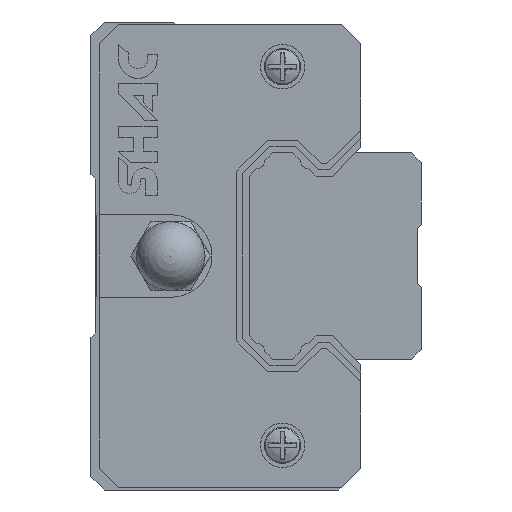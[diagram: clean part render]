
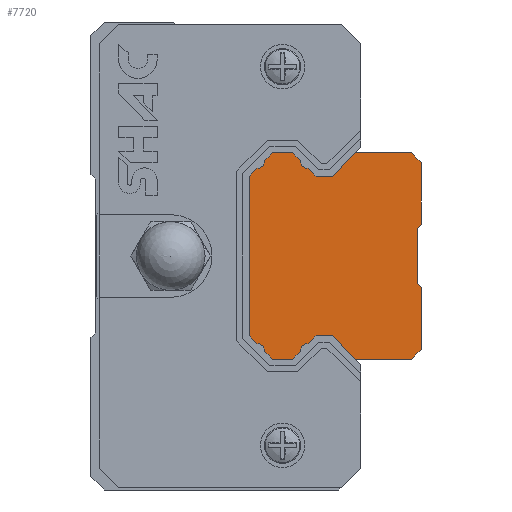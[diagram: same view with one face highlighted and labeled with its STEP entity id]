
A CAD part, left-side view. The second image highlights one B-rep face of the part: STEP entity #7720.
In plain terms, the highlighted planar face has unit normal (-1, 0, 0).
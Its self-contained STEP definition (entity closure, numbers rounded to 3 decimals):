
#161=CIRCLE('',#8213,0.558);
#168=CIRCLE('',#8234,0.558);
#170=CIRCLE('',#8240,0.558);
#178=CIRCLE('',#8252,0.558);
#322=LINE('',#11004,#1268);
#324=LINE('',#11010,#1270);
#326=LINE('',#11019,#1272);
#328=LINE('',#11023,#1274);
#332=LINE('',#11032,#1278);
#335=LINE('',#11038,#1281);
#339=LINE('',#11050,#1285);
#342=LINE('',#11056,#1288);
#345=LINE('',#11062,#1291);
#348=LINE('',#11068,#1294);
#351=LINE('',#11074,#1297);
#355=LINE('',#11082,#1301);
#357=LINE('',#11090,#1303);
#360=LINE('',#11096,#1306);
#363=LINE('',#11102,#1309);
#366=LINE('',#11108,#1312);
#369=LINE('',#11114,#1315);
#372=LINE('',#11120,#1318);
#376=LINE('',#11132,#1322);
#379=LINE('',#11138,#1325);
#382=LINE('',#11144,#1328);
#386=LINE('',#11156,#1332);
#389=LINE('',#11162,#1335);
#429=LINE('',#11254,#1375);
#1268=VECTOR('',#8824,1000.);
#1270=VECTOR('',#8830,1000.);
#1272=VECTOR('',#8834,1000.);
#1274=VECTOR('',#8838,1000.);
#1278=VECTOR('',#8844,1000.);
#1281=VECTOR('',#8849,1000.);
#1285=VECTOR('',#8861,1000.);
#1288=VECTOR('',#8866,1000.);
#1291=VECTOR('',#8871,1000.);
#1294=VECTOR('',#8876,1000.);
#1297=VECTOR('',#8881,1000.);
#1301=VECTOR('',#8889,1000.);
#1303=VECTOR('',#8903,1000.);
#1306=VECTOR('',#8908,1000.);
#1309=VECTOR('',#8913,1000.);
#1312=VECTOR('',#8918,1000.);
#1315=VECTOR('',#8923,1000.);
#1318=VECTOR('',#8928,1000.);
#1322=VECTOR('',#8940,1000.);
#1325=VECTOR('',#8945,1000.);
#1328=VECTOR('',#8950,1000.);
#1332=VECTOR('',#8962,1000.);
#1335=VECTOR('',#8967,1000.);
#1375=VECTOR('',#9021,1000.);
#2418=ORIENTED_EDGE('',*,*,#4469,.F.);
#2419=ORIENTED_EDGE('',*,*,#4590,.T.);
#2420=ORIENTED_EDGE('',*,*,#4587,.F.);
#2421=ORIENTED_EDGE('',*,*,#4541,.F.);
#2422=ORIENTED_EDGE('',*,*,#4538,.F.);
#2423=ORIENTED_EDGE('',*,*,#4535,.T.);
#2424=ORIENTED_EDGE('',*,*,#4532,.F.);
#2425=ORIENTED_EDGE('',*,*,#4529,.F.);
#2426=ORIENTED_EDGE('',*,*,#4526,.F.);
#2427=ORIENTED_EDGE('',*,*,#4523,.T.);
#2428=ORIENTED_EDGE('',*,*,#4520,.F.);
#2429=ORIENTED_EDGE('',*,*,#4517,.F.);
#2430=ORIENTED_EDGE('',*,*,#4514,.F.);
#2431=ORIENTED_EDGE('',*,*,#4511,.F.);
#2432=ORIENTED_EDGE('',*,*,#4508,.F.);
#2433=ORIENTED_EDGE('',*,*,#4505,.F.);
#2434=ORIENTED_EDGE('',*,*,#4467,.F.);
#2435=ORIENTED_EDGE('',*,*,#4464,.F.);
#2436=ORIENTED_EDGE('',*,*,#4461,.F.);
#2437=ORIENTED_EDGE('',*,*,#4499,.F.);
#2438=ORIENTED_EDGE('',*,*,#4494,.F.);
#2439=ORIENTED_EDGE('',*,*,#4491,.F.);
#2440=ORIENTED_EDGE('',*,*,#4488,.F.);
#2441=ORIENTED_EDGE('',*,*,#4485,.F.);
#2442=ORIENTED_EDGE('',*,*,#4482,.F.);
#2443=ORIENTED_EDGE('',*,*,#4479,.T.);
#2444=ORIENTED_EDGE('',*,*,#4476,.F.);
#2445=ORIENTED_EDGE('',*,*,#4473,.F.);
#4461=EDGE_CURVE('',#5578,#5579,#322,.T.);
#4464=EDGE_CURVE('',#5579,#5581,#324,.T.);
#4467=EDGE_CURVE('',#5581,#5583,#326,.T.);
#4469=EDGE_CURVE('',#5584,#5585,#328,.T.);
#4473=EDGE_CURVE('',#5585,#5588,#332,.T.);
#4476=EDGE_CURVE('',#5588,#5590,#335,.T.);
#4479=EDGE_CURVE('',#5592,#5590,#161,.T.);
#4482=EDGE_CURVE('',#5592,#5594,#339,.T.);
#4485=EDGE_CURVE('',#5594,#5596,#342,.T.);
#4488=EDGE_CURVE('',#5596,#5598,#345,.T.);
#4491=EDGE_CURVE('',#5598,#5600,#348,.T.);
#4494=EDGE_CURVE('',#5600,#5602,#351,.T.);
#4499=EDGE_CURVE('',#5602,#5578,#355,.T.);
#4505=EDGE_CURVE('',#5583,#5604,#357,.T.);
#4508=EDGE_CURVE('',#5604,#5606,#360,.T.);
#4511=EDGE_CURVE('',#5606,#5608,#363,.T.);
#4514=EDGE_CURVE('',#5608,#5610,#366,.T.);
#4517=EDGE_CURVE('',#5610,#5612,#369,.T.);
#4520=EDGE_CURVE('',#5612,#5614,#372,.T.);
#4523=EDGE_CURVE('',#5616,#5614,#168,.T.);
#4526=EDGE_CURVE('',#5616,#5618,#376,.T.);
#4529=EDGE_CURVE('',#5618,#5620,#379,.T.);
#4532=EDGE_CURVE('',#5620,#5622,#382,.T.);
#4535=EDGE_CURVE('',#5624,#5622,#170,.T.);
#4538=EDGE_CURVE('',#5624,#5626,#386,.T.);
#4541=EDGE_CURVE('',#5626,#5628,#389,.T.);
#4587=EDGE_CURVE('',#5628,#5673,#429,.T.);
#4590=EDGE_CURVE('',#5584,#5673,#178,.T.);
#5578=VERTEX_POINT('',#11003);
#5579=VERTEX_POINT('',#11005);
#5581=VERTEX_POINT('',#11011);
#5583=VERTEX_POINT('',#11020);
#5584=VERTEX_POINT('',#11024);
#5585=VERTEX_POINT('',#11025);
#5588=VERTEX_POINT('',#11033);
#5590=VERTEX_POINT('',#11039);
#5592=VERTEX_POINT('',#11045);
#5594=VERTEX_POINT('',#11051);
#5596=VERTEX_POINT('',#11057);
#5598=VERTEX_POINT('',#11063);
#5600=VERTEX_POINT('',#11069);
#5602=VERTEX_POINT('',#11075);
#5604=VERTEX_POINT('',#11091);
#5606=VERTEX_POINT('',#11097);
#5608=VERTEX_POINT('',#11103);
#5610=VERTEX_POINT('',#11109);
#5612=VERTEX_POINT('',#11115);
#5614=VERTEX_POINT('',#11121);
#5616=VERTEX_POINT('',#11127);
#5618=VERTEX_POINT('',#11133);
#5620=VERTEX_POINT('',#11139);
#5622=VERTEX_POINT('',#11145);
#5624=VERTEX_POINT('',#11151);
#5626=VERTEX_POINT('',#11157);
#5628=VERTEX_POINT('',#11163);
#5673=VERTEX_POINT('',#11255);
#6378=EDGE_LOOP('',(#2418,#2419,#2420,#2421,#2422,#2423,#2424,#2425,#2426,
#2427,#2428,#2429,#2430,#2431,#2432,#2433,#2434,#2435,#2436,#2437,#2438,
#2439,#2440,#2441,#2442,#2443,#2444,#2445));
#6874=FACE_BOUND('',#6378,.T.);
#7362=PLANE('',#8255);
#7720=ADVANCED_FACE('',(#6874),#7362,.F.);
#8213=AXIS2_PLACEMENT_3D('',#11044,#8854,#8855);
#8234=AXIS2_PLACEMENT_3D('',#11126,#8933,#8934);
#8240=AXIS2_PLACEMENT_3D('',#11150,#8955,#8956);
#8252=AXIS2_PLACEMENT_3D('',#11260,#9026,#9027);
#8255=AXIS2_PLACEMENT_3D('',#11263,#9032,#9033);
#8824=DIRECTION('',(0.,0.707,-0.707));
#8830=DIRECTION('',(0.,0.,-1.));
#8834=DIRECTION('',(0.,-0.707,-0.707));
#8838=DIRECTION('',(0.,-0.707,0.707));
#8844=DIRECTION('',(0.,-1.,0.));
#8849=DIRECTION('',(0.,-0.707,-0.707));
#8854=DIRECTION('',(1.,0.,0.));
#8855=DIRECTION('',(0.,0.,-1.));
#8861=DIRECTION('',(0.,-0.707,-0.707));
#8866=DIRECTION('',(0.,-1.,0.));
#8871=DIRECTION('',(0.,-0.707,0.707));
#8876=DIRECTION('',(0.,-1.,0.));
#8881=DIRECTION('',(0.,-0.707,-0.707));
#8889=DIRECTION('',(0.,0.,-1.));
#8903=DIRECTION('',(0.,0.,-1.));
#8908=DIRECTION('',(0.,0.707,-0.707));
#8913=DIRECTION('',(0.,1.,0.));
#8918=DIRECTION('',(0.,0.707,0.707));
#8923=DIRECTION('',(0.,1.,0.));
#8928=DIRECTION('',(0.,0.707,-0.707));
#8933=DIRECTION('',(1.,0.,0.));
#8934=DIRECTION('',(0.,0.,-1.));
#8940=DIRECTION('',(0.,0.707,-0.707));
#8945=DIRECTION('',(0.,1.,0.));
#8950=DIRECTION('',(0.,0.707,0.707));
#8955=DIRECTION('',(1.,0.,0.));
#8956=DIRECTION('',(0.,0.,-1.));
#8962=DIRECTION('',(0.,0.707,0.707));
#8967=DIRECTION('',(0.,0.,1.));
#9021=DIRECTION('',(0.,-0.707,0.707));
#9026=DIRECTION('',(1.,0.,0.));
#9027=DIRECTION('',(0.,0.,-1.));
#9032=DIRECTION('',(1.,0.,0.));
#9033=DIRECTION('',(0.,0.,-1.));
#11003=CARTESIAN_POINT('',(-50.,0.,2.3));
#11004=CARTESIAN_POINT('',(-50.,0.,2.3));
#11005=CARTESIAN_POINT('',(-50.,0.3,2.));
#11010=CARTESIAN_POINT('',(-50.,0.3,2.));
#11011=CARTESIAN_POINT('',(-50.,0.3,-2.));
#11019=CARTESIAN_POINT('',(-50.,0.3,-2.));
#11020=CARTESIAN_POINT('',(-50.,0.,-2.3));
#11023=CARTESIAN_POINT('',(-50.,11.366,6.933));
#11024=CARTESIAN_POINT('',(-50.,11.366,6.933));
#11025=CARTESIAN_POINT('',(-50.,10.799,7.5));
#11032=CARTESIAN_POINT('',(-50.,10.799,7.5));
#11033=CARTESIAN_POINT('',(-50.,9.341,7.5));
#11038=CARTESIAN_POINT('',(-50.,9.341,7.5));
#11039=CARTESIAN_POINT('',(-50.,8.774,6.933));
#11044=CARTESIAN_POINT('',(-50.,8.216,6.924));
#11045=CARTESIAN_POINT('',(-50.,8.207,6.366));
#11050=CARTESIAN_POINT('',(-50.,8.207,6.366));
#11051=CARTESIAN_POINT('',(-50.,7.64,5.799));
#11056=CARTESIAN_POINT('',(-50.,7.64,5.799));
#11057=CARTESIAN_POINT('',(-50.,6.476,5.799));
#11062=CARTESIAN_POINT('',(-50.,6.476,5.799));
#11063=CARTESIAN_POINT('',(-50.,4.775,7.5));
#11068=CARTESIAN_POINT('',(-50.,4.775,7.5));
#11069=CARTESIAN_POINT('',(-50.,0.7,7.5));
#11074=CARTESIAN_POINT('',(-50.,0.7,7.5));
#11075=CARTESIAN_POINT('',(-50.,0.,6.8));
#11082=CARTESIAN_POINT('',(-50.,0.,6.8));
#11090=CARTESIAN_POINT('',(-50.,0.,-2.3));
#11091=CARTESIAN_POINT('',(-50.,0.,-6.8));
#11096=CARTESIAN_POINT('',(-50.,0.,-6.8));
#11097=CARTESIAN_POINT('',(-50.,0.7,-7.5));
#11102=CARTESIAN_POINT('',(-50.,0.7,-7.5));
#11103=CARTESIAN_POINT('',(-50.,4.775,-7.5));
#11108=CARTESIAN_POINT('',(-50.,4.775,-7.5));
#11109=CARTESIAN_POINT('',(-50.,6.476,-5.799));
#11114=CARTESIAN_POINT('',(-50.,6.476,-5.799));
#11115=CARTESIAN_POINT('',(-50.,7.64,-5.799));
#11120=CARTESIAN_POINT('',(-50.,7.64,-5.799));
#11121=CARTESIAN_POINT('',(-50.,8.207,-6.366));
#11126=CARTESIAN_POINT('',(-50.,8.216,-6.924));
#11127=CARTESIAN_POINT('',(-50.,8.774,-6.933));
#11132=CARTESIAN_POINT('',(-50.,8.774,-6.933));
#11133=CARTESIAN_POINT('',(-50.,9.341,-7.5));
#11138=CARTESIAN_POINT('',(-50.,9.341,-7.5));
#11139=CARTESIAN_POINT('',(-50.,10.799,-7.5));
#11144=CARTESIAN_POINT('',(-50.,10.799,-7.5));
#11145=CARTESIAN_POINT('',(-50.,11.366,-6.933));
#11150=CARTESIAN_POINT('',(-50.,11.924,-6.924));
#11151=CARTESIAN_POINT('',(-50.,11.933,-6.366));
#11156=CARTESIAN_POINT('',(-50.,11.933,-6.366));
#11157=CARTESIAN_POINT('',(-50.,12.5,-5.799));
#11162=CARTESIAN_POINT('',(-50.,12.5,-5.799));
#11163=CARTESIAN_POINT('',(-50.,12.5,5.799));
#11254=CARTESIAN_POINT('',(-50.,12.5,5.799));
#11255=CARTESIAN_POINT('',(-50.,11.933,6.366));
#11260=CARTESIAN_POINT('',(-50.,11.924,6.924));
#11263=CARTESIAN_POINT('',(-50.,8.216,6.924));
